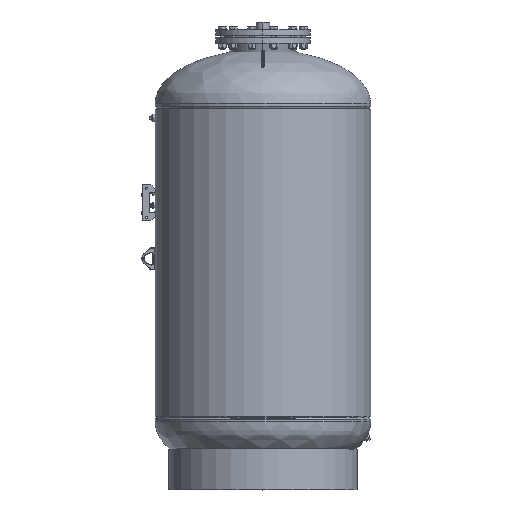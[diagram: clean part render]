
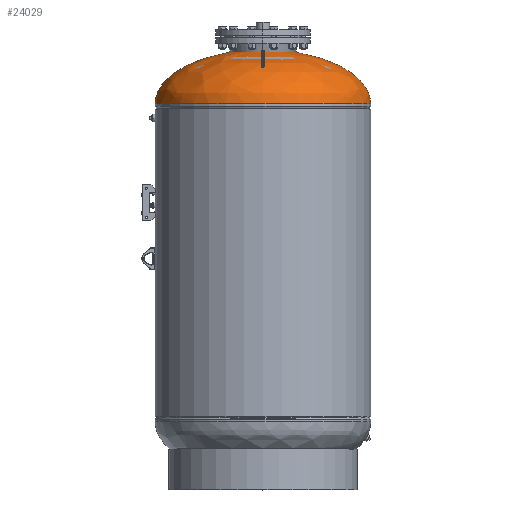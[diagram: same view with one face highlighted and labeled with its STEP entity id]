
A CAD part, top view. The second image highlights one B-rep face of the part: STEP entity #24029.
In plain terms, the highlighted free-form (B-spline) face has degree [3, 3] with [4, 4] control points.
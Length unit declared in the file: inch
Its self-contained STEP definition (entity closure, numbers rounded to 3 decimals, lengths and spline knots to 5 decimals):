
#11753 = CIRCLE ( 'NONE', #21143, 7.30181 ) ;
#12603 = CARTESIAN_POINT ( 'NONE',  ( 24., 1.125, 48. ) ) ;
#13311 = DIRECTION ( 'NONE',  ( 1., 0., 0. ) ) ;
#13740 = CARTESIAN_POINT ( 'NONE',  ( -17.61466, 11.01118, 0. ) ) ;
#17213 =( BOUNDED_CURVE ( )  B_SPLINE_CURVE ( 3, ( #70317, #27576, #54488, #115336 ),
 .UNSPECIFIED., .F., .T. ) 
 B_SPLINE_CURVE_WITH_KNOTS ( ( 4, 4 ),
 ( 1.87994, 3.14159 ),
 .UNSPECIFIED. ) 
 CURVE ( )  GEOMETRIC_REPRESENTATION_ITEM ( )  RATIONAL_B_SPLINE_CURVE ( ( 1., 0.872, 0.872, 1. ) ) 
 REPRESENTATION_ITEM ( '' )  );
#19657 = FACE_OUTER_BOUND ( 'NONE', #93322, .T. ) ;
#21143 = AXIS2_PLACEMENT_3D ( 'NONE', #67872, #32742, #104135 ) ;
#22560 = CARTESIAN_POINT ( 'NONE',  ( 17.61466, 11.01118, 0. ) ) ;
#23758 = EDGE_CURVE ( 'NONE', #88590, #51347, #44629, .T. ) ;
#24029 = ADVANCED_FACE ( 'NONE', ( #19657 ), #29687, .F. ) ;
#26379 = ORIENTED_EDGE ( 'NONE', *, *, #35198, .F. ) ;
#27576 = CARTESIAN_POINT ( 'NONE',  ( -17.61466, 11.01118, 0. ) ) ;
#28020 = VERTEX_POINT ( 'NONE', #83389 ) ;
#29687 =( BOUNDED_SURFACE ( )  B_SPLINE_SURFACE ( 3, 3, ( 
 ( #37795, #112040, #31898, #102147 ),
 ( #22560, #76984, #58216, #13740 ),
 ( #75816, #67592, #103274, #47731 ),
 ( #94513, #12603, #57081, #83436 ) ),
 .UNSPECIFIED., .F., .F., .T. ) 
 B_SPLINE_SURFACE_WITH_KNOTS ( ( 4, 4 ),
 ( 4, 4 ),
 ( 0., 1. ),
 ( 0., 1. ),
 .UNSPECIFIED. ) 
 GEOMETRIC_REPRESENTATION_ITEM ( )  RATIONAL_B_SPLINE_SURFACE ( (
 ( 1., 0.333, 0.333, 1.),
 ( 0.872, 0.291, 0.291, 0.872),
 ( 0.872, 0.291, 0.291, 0.872),
 ( 1., 0.333, 0.333, 1.) ) ) 
 REPRESENTATION_ITEM ( '' )  SURFACE ( )  );
#31898 = CARTESIAN_POINT ( 'NONE',  ( -7.30181, 12.67521, 14.60363 ) ) ;
#32742 = DIRECTION ( 'NONE',  ( 0., 1., 0. ) ) ;
#34099 = ORIENTED_EDGE ( 'NONE', *, *, #48848, .F. ) ;
#35198 = EDGE_CURVE ( 'NONE', #88662, #28020, #11753, .T. ) ;
#37795 = CARTESIAN_POINT ( 'NONE',  ( 7.30181, 12.67521, 0. ) ) ;
#40033 = CARTESIAN_POINT ( 'NONE',  ( 7.30181, 12.67521, 0. ) ) ;
#42487 = CARTESIAN_POINT ( 'NONE',  ( 24., 1.125, 0. ) ) ;
#44096 = CARTESIAN_POINT ( 'NONE',  ( -24., 1.125, 0. ) ) ;
#44629 = CIRCLE ( 'NONE', #74337, 24. ) ;
#45650 = EDGE_CURVE ( 'NONE', #88662, #51347, #17213, .T. ) ;
#47731 = CARTESIAN_POINT ( 'NONE',  ( -24., 6.59441, 0. ) ) ;
#48848 = EDGE_CURVE ( 'NONE', #28020, #88590, #89698, .T. ) ;
#51347 = VERTEX_POINT ( 'NONE', #44096 ) ;
#54488 = CARTESIAN_POINT ( 'NONE',  ( -24., 6.59441, 0. ) ) ;
#55908 = ORIENTED_EDGE ( 'NONE', *, *, #45650, .T. ) ;
#57081 = CARTESIAN_POINT ( 'NONE',  ( -24., 1.125, 48. ) ) ;
#58216 = CARTESIAN_POINT ( 'NONE',  ( -17.61466, 11.01118, 35.22931 ) ) ;
#58538 = ORIENTED_EDGE ( 'NONE', *, *, #23758, .F. ) ;
#64640 = CARTESIAN_POINT ( 'NONE',  ( 17.61466, 11.01118, 0. ) ) ;
#67592 = CARTESIAN_POINT ( 'NONE',  ( 24., 6.59441, 48. ) ) ;
#67872 = CARTESIAN_POINT ( 'NONE',  ( 0., 12.67521, 0. ) ) ;
#70317 = CARTESIAN_POINT ( 'NONE',  ( -7.30181, 12.67521, 0. ) ) ;
#74337 = AXIS2_PLACEMENT_3D ( 'NONE', #101707, #83581, #13311 ) ;
#75816 = CARTESIAN_POINT ( 'NONE',  ( 24., 6.59441, 0. ) ) ;
#76984 = CARTESIAN_POINT ( 'NONE',  ( 17.61466, 11.01118, 35.22931 ) ) ;
#82793 = CARTESIAN_POINT ( 'NONE',  ( 24., 6.59441, 0. ) ) ;
#83389 = CARTESIAN_POINT ( 'NONE',  ( 7.30181, 12.67521, 0. ) ) ;
#83436 = CARTESIAN_POINT ( 'NONE',  ( -24., 1.125, 0. ) ) ;
#83581 = DIRECTION ( 'NONE',  ( 0., -1., 0. ) ) ;
#83947 = CARTESIAN_POINT ( 'NONE',  ( 24., 1.125, 0. ) ) ;
#88590 = VERTEX_POINT ( 'NONE', #42487 ) ;
#88662 = VERTEX_POINT ( 'NONE', #96901 ) ;
#89698 =( BOUNDED_CURVE ( )  B_SPLINE_CURVE ( 3, ( #40033, #64640, #82793, #83947 ),
 .UNSPECIFIED., .F., .T. ) 
 B_SPLINE_CURVE_WITH_KNOTS ( ( 4, 4 ),
 ( 1.87994, 3.14159 ),
 .UNSPECIFIED. ) 
 CURVE ( )  GEOMETRIC_REPRESENTATION_ITEM ( )  RATIONAL_B_SPLINE_CURVE ( ( 1., 0.872, 0.872, 1. ) ) 
 REPRESENTATION_ITEM ( '' )  );
#93322 = EDGE_LOOP ( 'NONE', ( #26379, #55908, #58538, #34099 ) ) ;
#94513 = CARTESIAN_POINT ( 'NONE',  ( 24., 1.125, 0. ) ) ;
#96901 = CARTESIAN_POINT ( 'NONE',  ( -7.30181, 12.67521, 0. ) ) ;
#101707 = CARTESIAN_POINT ( 'NONE',  ( 0., 1.125, 0. ) ) ;
#102147 = CARTESIAN_POINT ( 'NONE',  ( -7.30181, 12.67521, 0. ) ) ;
#103274 = CARTESIAN_POINT ( 'NONE',  ( -24., 6.59441, 48. ) ) ;
#104135 = DIRECTION ( 'NONE',  ( 1., 0., 0. ) ) ;
#112040 = CARTESIAN_POINT ( 'NONE',  ( 7.30181, 12.67521, 14.60363 ) ) ;
#115336 = CARTESIAN_POINT ( 'NONE',  ( -24., 1.125, 0. ) ) ;
